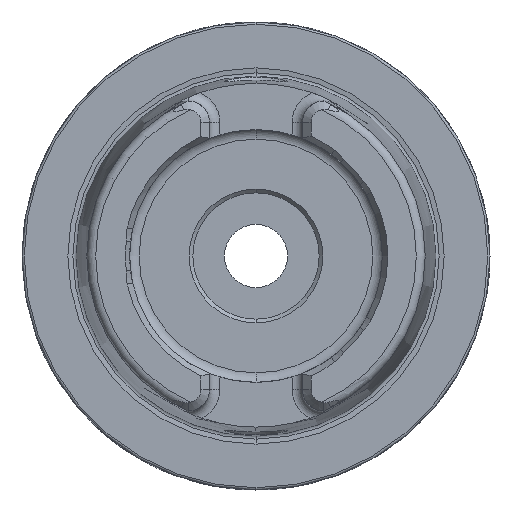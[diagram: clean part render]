
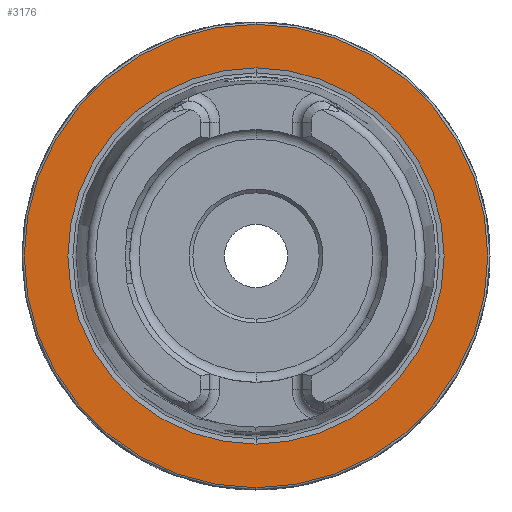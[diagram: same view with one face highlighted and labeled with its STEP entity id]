
A CAD part, left-side view. The second image highlights one B-rep face of the part: STEP entity #3176.
In plain terms, the highlighted planar face has unit normal (-1, 0, 0).
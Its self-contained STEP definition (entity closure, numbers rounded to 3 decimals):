
#271 = VERTEX_POINT ( 'NONE', #7043 ) ;
#324 = VERTEX_POINT ( 'NONE', #7234 ) ;
#327 = VERTEX_POINT ( 'NONE', #7034 ) ;
#343 = VERTEX_POINT ( 'NONE', #6994 ) ;
#542 = CARTESIAN_POINT ( 'NONE',  ( 0., 31.2, 0. ) ) ;
#545 = PLANE ( 'NONE',  #6762 ) ;
#547 = DIRECTION ( 'NONE',  ( 1., 0., 0. ) ) ;
#548 = DIRECTION ( 'NONE',  ( 0., 0., -1. ) ) ;
#1015 = CARTESIAN_POINT ( 'NONE',  ( 0., 0., 0. ) ) ;
#1016 = DIRECTION ( 'NONE',  ( -1., 0., 0. ) ) ;
#1017 = DIRECTION ( 'NONE',  ( 0., 0., 1. ) ) ;
#1024 = CARTESIAN_POINT ( 'NONE',  ( 0., 0., 0. ) ) ;
#1025 = DIRECTION ( 'NONE',  ( -1., 0., 0. ) ) ;
#1026 = DIRECTION ( 'NONE',  ( 0., 0., 1. ) ) ;
#1125 = FACE_OUTER_BOUND ( 'NONE', #5969, .T. ) ;
#1128 = FACE_BOUND ( 'NONE', #7382, .T. ) ;
#2637 = EDGE_CURVE ( 'NONE', #327, #324, #3443, .T. ) ;
#2638 = EDGE_CURVE ( 'NONE', #271, #343, #3444, .T. ) ;
#3176 = ADVANCED_FACE ( 'NONE', ( #1128, #1125 ), #545, .F. ) ;
#3443 = CIRCLE ( 'NONE', #6503, 31.2 ) ;
#3444 = CIRCLE ( 'NONE', #6504, 25.324 ) ;
#4264 = CIRCLE ( 'NONE', #8151, 25.324 ) ;
#4273 = CIRCLE ( 'NONE', #8154, 31.2 ) ;
#5969 = EDGE_LOOP ( 'NONE', ( #8008, #8009 ) ) ;
#6267 = EDGE_CURVE ( 'NONE', #343, #271, #4264, .T. ) ;
#6271 = EDGE_CURVE ( 'NONE', #324, #327, #4273, .T. ) ;
#6503 = AXIS2_PLACEMENT_3D ( 'NONE', #8123, #10384, #10381 ) ;
#6504 = AXIS2_PLACEMENT_3D ( 'NONE', #10402, #10400, #10399 ) ;
#6762 = AXIS2_PLACEMENT_3D ( 'NONE', #542, #547, #548 ) ;
#6994 = CARTESIAN_POINT ( 'NONE',  ( 0., 0., -25.324 ) ) ;
#7034 = CARTESIAN_POINT ( 'NONE',  ( 0., 0., -31.2 ) ) ;
#7043 = CARTESIAN_POINT ( 'NONE',  ( 0., 0., 25.324 ) ) ;
#7234 = CARTESIAN_POINT ( 'NONE',  ( 0., 0., 31.2 ) ) ;
#7382 = EDGE_LOOP ( 'NONE', ( #8006, #8007 ) ) ;
#8006 = ORIENTED_EDGE ( 'NONE', *, *, #2638, .F. ) ;
#8007 = ORIENTED_EDGE ( 'NONE', *, *, #6267, .F. ) ;
#8008 = ORIENTED_EDGE ( 'NONE', *, *, #6271, .T. ) ;
#8009 = ORIENTED_EDGE ( 'NONE', *, *, #2637, .T. ) ;
#8123 = CARTESIAN_POINT ( 'NONE',  ( 0., 0., 0. ) ) ;
#8151 = AXIS2_PLACEMENT_3D ( 'NONE', #1015, #1016, #1017 ) ;
#8154 = AXIS2_PLACEMENT_3D ( 'NONE', #1024, #1025, #1026 ) ;
#10381 = DIRECTION ( 'NONE',  ( 0., 0., 1. ) ) ;
#10384 = DIRECTION ( 'NONE',  ( -1., 0., 0. ) ) ;
#10399 = DIRECTION ( 'NONE',  ( 0., 0., 1. ) ) ;
#10400 = DIRECTION ( 'NONE',  ( -1., 0., 0. ) ) ;
#10402 = CARTESIAN_POINT ( 'NONE',  ( 0., 0., 0. ) ) ;
